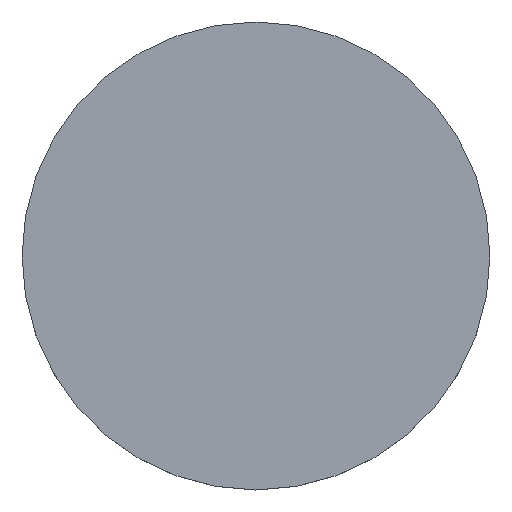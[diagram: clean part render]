
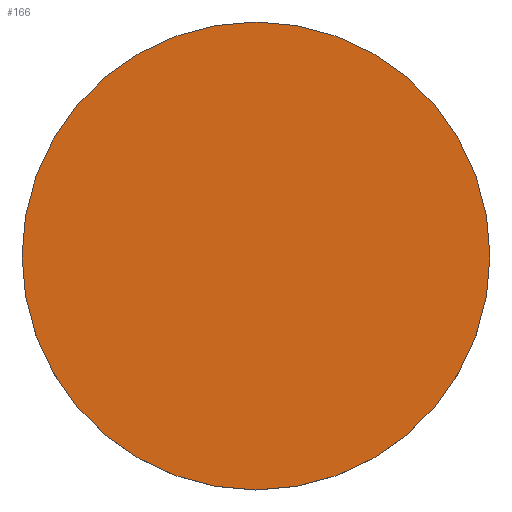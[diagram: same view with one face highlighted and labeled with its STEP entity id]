
A CAD part, top view. The second image highlights one B-rep face of the part: STEP entity #166.
In plain terms, the highlighted planar face has unit normal (0, 0, 1).
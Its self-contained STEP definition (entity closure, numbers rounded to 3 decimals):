
#30 = FACE_OUTER_BOUND ( 'NONE', #48, .T. ) ;
#31 = CIRCLE ( 'NONE', #56, 19.05 ) ;
#32 = EDGE_CURVE ( 'NONE', #194, #198, #31, .T. ) ;
#33 = CARTESIAN_POINT ( 'NONE',  ( 19.05, 0., 4. ) ) ;
#48 = EDGE_LOOP ( 'NONE', ( #115, #79 ) ) ;
#56 = AXIS2_PLACEMENT_3D ( 'NONE', #83, #62, #221 ) ;
#62 = DIRECTION ( 'NONE',  ( 0., 0., -1. ) ) ;
#68 = DIRECTION ( 'NONE',  ( 1., 0., 0. ) ) ;
#70 = PLANE ( 'NONE',  #196 ) ;
#71 = CARTESIAN_POINT ( 'NONE',  ( 0., 0., 4. ) ) ;
#79 = ORIENTED_EDGE ( 'NONE', *, *, #32, .F. ) ;
#83 = CARTESIAN_POINT ( 'NONE',  ( 0., 0., 4. ) ) ;
#104 = DIRECTION ( 'NONE',  ( 0., 0., 1. ) ) ;
#115 = ORIENTED_EDGE ( 'NONE', *, *, #209, .F. ) ;
#123 = DIRECTION ( 'NONE',  ( 0., 0., -1. ) ) ;
#136 = CARTESIAN_POINT ( 'NONE',  ( 0., 39.066, 4. ) ) ;
#148 = CIRCLE ( 'NONE', #172, 19.05 ) ;
#166 = ADVANCED_FACE ( 'NONE', ( #30 ), #70, .T. ) ;
#172 = AXIS2_PLACEMENT_3D ( 'NONE', #71, #123, #212 ) ;
#189 = CARTESIAN_POINT ( 'NONE',  ( -19.05, 0., 4. ) ) ;
#194 = VERTEX_POINT ( 'NONE', #189 ) ;
#196 = AXIS2_PLACEMENT_3D ( 'NONE', #136, #104, #68 ) ;
#198 = VERTEX_POINT ( 'NONE', #33 ) ;
#209 = EDGE_CURVE ( 'NONE', #198, #194, #148, .T. ) ;
#212 = DIRECTION ( 'NONE',  ( 1., 0., 0. ) ) ;
#221 = DIRECTION ( 'NONE',  ( 1., 0., 0. ) ) ;
